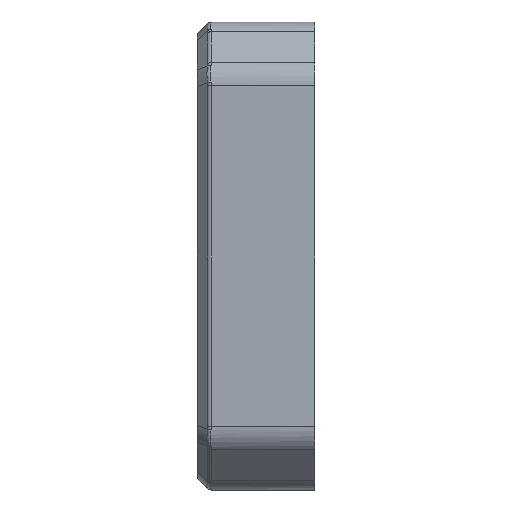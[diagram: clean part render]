
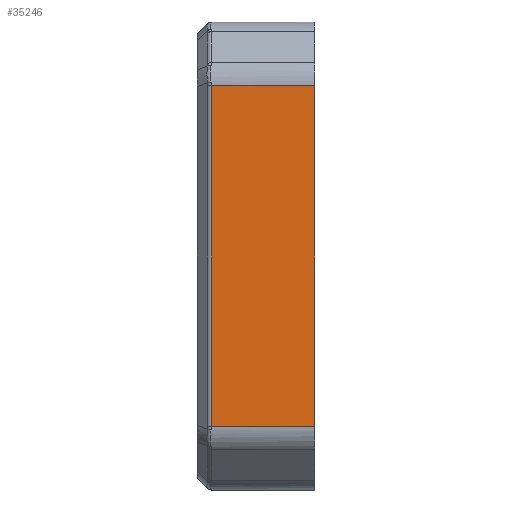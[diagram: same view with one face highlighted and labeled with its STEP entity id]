
A CAD part, left-side view. The second image highlights one B-rep face of the part: STEP entity #35246.
In plain terms, the highlighted planar face has unit normal (-1, 0, 0).
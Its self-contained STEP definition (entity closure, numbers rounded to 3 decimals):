
#1253=PLANE('',#38744);
#2988=FACE_OUTER_BOUND('',#4872,.T.);
#4872=EDGE_LOOP('',(#30885,#30886,#30887,#30888));
#8337=LINE('',#59103,#11775);
#8433=LINE('',#59843,#11871);
#8439=LINE('',#59893,#11877);
#8440=LINE('',#59895,#11878);
#11775=VECTOR('',#48655,10.);
#11871=VECTOR('',#49073,10.);
#11877=VECTOR('',#49099,10.);
#11878=VECTOR('',#49102,10.);
#16900=VERTEX_POINT('',#59100);
#16901=VERTEX_POINT('',#59102);
#17030=VERTEX_POINT('',#59835);
#17032=VERTEX_POINT('',#59841);
#21999=EDGE_CURVE('',#16901,#16900,#8337,.T.);
#22204=EDGE_CURVE('',#17032,#17030,#8433,.T.);
#22215=EDGE_CURVE('',#17030,#16900,#8439,.T.);
#22216=EDGE_CURVE('',#16901,#17032,#8440,.T.);
#30885=ORIENTED_EDGE('',*,*,#22204,.F.);
#30886=ORIENTED_EDGE('',*,*,#22216,.F.);
#30887=ORIENTED_EDGE('',*,*,#21999,.T.);
#30888=ORIENTED_EDGE('',*,*,#22215,.F.);
#35246=ADVANCED_FACE('',(#2988),#1253,.T.);
#38744=AXIS2_PLACEMENT_3D('',#59894,#49100,#49101);
#48655=DIRECTION('',(0.,0.,1.));
#49073=DIRECTION('',(0.,0.,1.));
#49099=DIRECTION('',(0.,-1.,0.));
#49100=DIRECTION('center_axis',(-1.,0.,0.));
#49101=DIRECTION('ref_axis',(0.,0.,1.));
#49102=DIRECTION('',(0.,1.,0.));
#59100=CARTESIAN_POINT('',(-140.,5.,186.716));
#59102=CARTESIAN_POINT('',(-140.,5.,-16.716));
#59103=CARTESIAN_POINT('',(-140.,5.,-55.));
#59835=CARTESIAN_POINT('',(-140.,66.757,186.716));
#59841=CARTESIAN_POINT('',(-140.,66.757,-16.716));
#59843=CARTESIAN_POINT('',(-140.,66.757,-20.));
#59893=CARTESIAN_POINT('',(-140.,5.,186.716));
#59894=CARTESIAN_POINT('Origin',(-140.,5.,-55.));
#59895=CARTESIAN_POINT('',(-140.,5.,-16.716));
